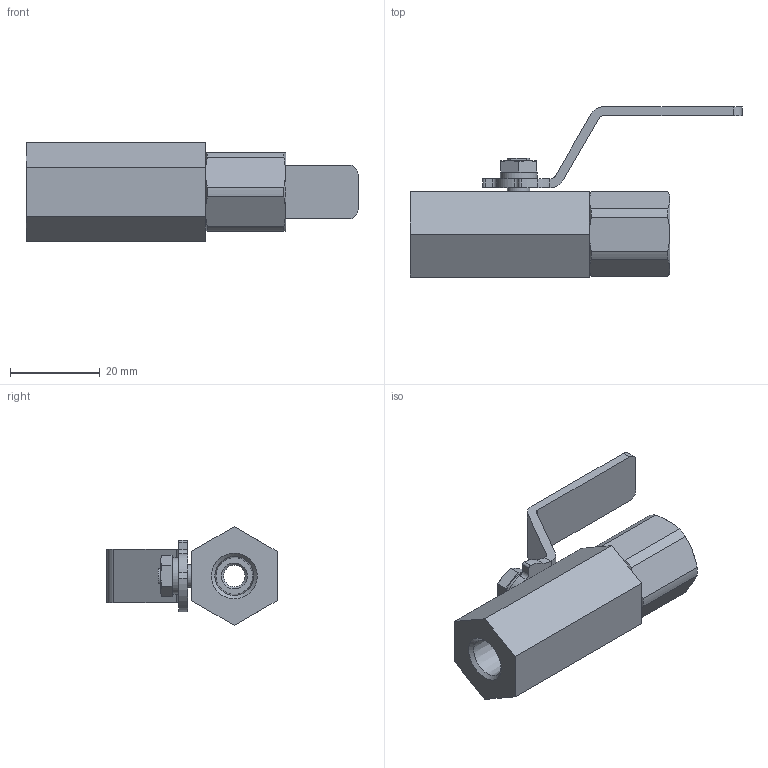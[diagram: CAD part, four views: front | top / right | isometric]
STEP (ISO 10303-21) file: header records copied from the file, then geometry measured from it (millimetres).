
FILE_DESCRIPTION(('FreeCAD Model'),'2;1');
FILE_NAME('Open CASCADE Shape Model','2025-11-13T15:08:20',('Author'),( ''),'Open CASCADE STEP processor 7.8','FreeCAD','Unknown');
FILE_SCHEMA(('AUTOMOTIVE_DESIGN { 1 0 10303 214 1 1 1 1 }'));
Length unit declared in the file: millimetre
Products named in the file (3): BVN6-2A-F-2N-S; BVN6; COMPOUND
Assembly tree (2 placements, depth 2):
  BVN6-2A-F-2N-S
    BVN6
    COMPOUND
Bounding box: 74.1 x 37.98 x 22.05 mm (x, y, z)
Volume: 17502.6 mm3; surface area: 9681.9 mm2
Topology: 5 solids, 5 shells, 124 faces, 538 edges, 1122 vertices
Faces by surface type: plane 55, cylinder 39, cone 25, sphere 2, torus 2, revolution 1
Full cylindrical faces by diameter (mm): 4.8 x4, 5 x1, 7 x1, 8.2 x1, 11.5 x1, 14.4 x2, 14.6 x1, 15.865 x1
Entity records: 7158 total; most frequent: CARTESIAN_POINT 2350, DIRECTION 865, ORIENTED_EDGE 564, AXIS2_PLACEMENT_3D 351, EDGE_CURVE 282, GEOMETRIC_CURVE_SET 257, TRIMMED_CURVE 256, CIRCLE 225
